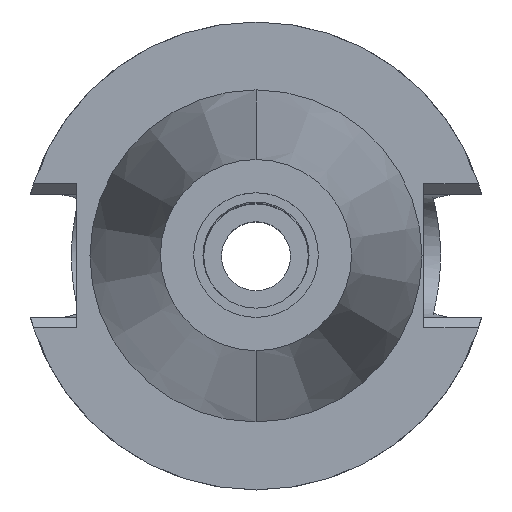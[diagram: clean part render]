
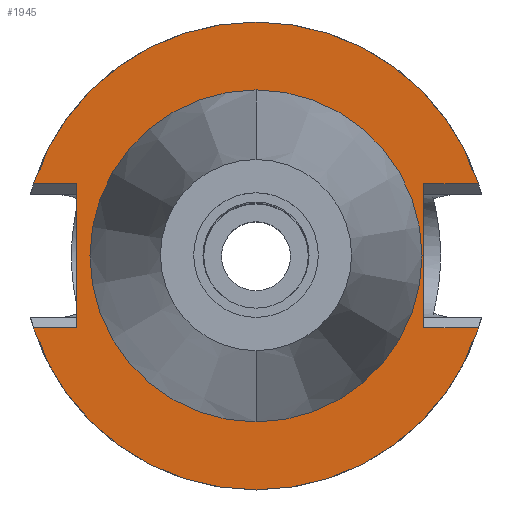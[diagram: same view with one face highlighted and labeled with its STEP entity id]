
A CAD part, top view. The second image highlights one B-rep face of the part: STEP entity #1945.
In plain terms, the highlighted planar face has unit normal (0, 0, 1).
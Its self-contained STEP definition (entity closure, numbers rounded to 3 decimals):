
#94=DIRECTION('',(0.,-1.,0.));
#95=VECTOR('',#94,30.31);
#96=CARTESIAN_POINT('',(35.27,15.155,-1.5));
#97=LINE('',#96,#95);
#101=DIRECTION('',(1.,0.,0.));
#102=VECTOR('',#101,11.551);
#103=CARTESIAN_POINT('',(35.27,-15.155,-1.5));
#104=LINE('',#103,#102);
#108=CARTESIAN_POINT('',(0.,0.,-1.5));
#109=DIRECTION('',(0.,0.,-1.));
#110=DIRECTION('',(0.951,-0.308,0.));
#111=AXIS2_PLACEMENT_3D('',#108,#109,#110);
#116=CARTESIAN_POINT('',(0.,0.,-1.5));
#117=DIRECTION('',(0.,0.,-1.));
#118=DIRECTION('',(0.,-1.,0.));
#119=AXIS2_PLACEMENT_3D('',#116,#117,#118);
#124=DIRECTION('',(0.,1.,0.));
#125=VECTOR('',#124,30.31);
#126=CARTESIAN_POINT('',(-37.68,-15.155,-1.5));
#127=LINE('',#126,#125);
#131=DIRECTION('',(-1.,0.,0.));
#132=VECTOR('',#131,9.141);
#133=CARTESIAN_POINT('',(-37.68,15.155,-1.5));
#134=LINE('',#133,#132);
#138=CARTESIAN_POINT('',(0.,0.,-1.5));
#139=DIRECTION('',(0.,0.,-1.));
#140=DIRECTION('',(-0.951,0.308,0.));
#141=AXIS2_PLACEMENT_3D('',#138,#139,#140);
#146=CARTESIAN_POINT('',(0.,0.,-1.5));
#147=DIRECTION('',(0.,0.,-1.));
#148=DIRECTION('',(0.,1.,0.));
#149=AXIS2_PLACEMENT_3D('',#146,#147,#148);
#154=CARTESIAN_POINT('',(0.,0.,-1.5));
#155=DIRECTION('',(0.,0.,1.));
#156=DIRECTION('',(0.,-1.,0.));
#157=AXIS2_PLACEMENT_3D('',#154,#155,#156);
#162=CARTESIAN_POINT('',(0.,0.,-1.5));
#163=DIRECTION('',(0.,0.,1.));
#164=DIRECTION('',(0.,1.,0.));
#165=AXIS2_PLACEMENT_3D('',#162,#163,#164);
#221=DIRECTION('',(1.,0.,0.));
#222=VECTOR('',#221,11.551);
#223=CARTESIAN_POINT('',(35.27,15.155,-1.5));
#224=LINE('',#223,#222);
#487=DIRECTION('',(-1.,0.,0.));
#488=VECTOR('',#487,9.141);
#489=CARTESIAN_POINT('',(-37.68,-15.155,-1.5));
#490=LINE('',#489,#488);
#1683=CARTESIAN_POINT('',(-37.68,-15.155,-1.5));
#1684=CARTESIAN_POINT('',(-37.68,15.155,-1.5));
#1685=VERTEX_POINT('',#1683);
#1686=VERTEX_POINT('',#1684);
#1702=CARTESIAN_POINT('',(35.27,15.155,-1.5));
#1703=CARTESIAN_POINT('',(35.27,-15.155,-1.5));
#1704=VERTEX_POINT('',#1702);
#1705=VERTEX_POINT('',#1703);
#1706=CARTESIAN_POINT('',(46.821,-15.155,-1.5));
#1707=VERTEX_POINT('',#1706);
#1708=CARTESIAN_POINT('',(0.,-49.213,-1.5));
#1709=CARTESIAN_POINT('',(-46.821,-15.155,-1.5));
#1710=VERTEX_POINT('',#1708);
#1711=VERTEX_POINT('',#1709);
#1712=CARTESIAN_POINT('',(-46.821,15.155,-1.5));
#1713=VERTEX_POINT('',#1712);
#1714=CARTESIAN_POINT('',(0.,49.213,-1.5));
#1715=CARTESIAN_POINT('',(46.821,15.155,-1.5));
#1716=VERTEX_POINT('',#1714);
#1717=VERTEX_POINT('',#1715);
#1718=CARTESIAN_POINT('',(0.,-34.925,-1.5));
#1719=CARTESIAN_POINT('',(0.,34.925,-1.5));
#1720=VERTEX_POINT('',#1718);
#1721=VERTEX_POINT('',#1719);
#1914=CARTESIAN_POINT('',(0.,0.,-1.5));
#1915=DIRECTION('',(0.,0.,-1.));
#1916=DIRECTION('',(0.,-1.,0.));
#1917=AXIS2_PLACEMENT_3D('',#1914,#1915,#1916);
#1918=PLANE('',#1917);
#1920=ORIENTED_EDGE('',*,*,#1919,.T.);
#1922=ORIENTED_EDGE('',*,*,#1921,.T.);
#1924=ORIENTED_EDGE('',*,*,#1923,.T.);
#1926=ORIENTED_EDGE('',*,*,#1925,.T.);
#1928=ORIENTED_EDGE('',*,*,#1927,.F.);
#1930=ORIENTED_EDGE('',*,*,#1929,.T.);
#1932=ORIENTED_EDGE('',*,*,#1931,.T.);
#1934=ORIENTED_EDGE('',*,*,#1933,.T.);
#1936=ORIENTED_EDGE('',*,*,#1935,.T.);
#1938=ORIENTED_EDGE('',*,*,#1937,.F.);
#1939=EDGE_LOOP('',(#1920,#1922,#1924,#1926,#1928,#1930,#1932,#1934,#1936,
#1938));
#1940=FACE_OUTER_BOUND('',#1939,.F.);
#1941=ORIENTED_EDGE('',*,*,#1893,.T.);
#1942=ORIENTED_EDGE('',*,*,#1909,.T.);
#1943=EDGE_LOOP('',(#1941,#1942));
#1944=FACE_BOUND('',#1943,.F.);
#112=CIRCLE('',#111,49.213);
#120=CIRCLE('',#119,49.213);
#142=CIRCLE('',#141,49.213);
#150=CIRCLE('',#149,49.213);
#158=CIRCLE('',#157,34.925);
#166=CIRCLE('',#165,34.925);
#1893=EDGE_CURVE('',#1720,#1721,#158,.T.);
#1909=EDGE_CURVE('',#1721,#1720,#166,.T.);
#1919=EDGE_CURVE('',#1704,#1705,#97,.T.);
#1921=EDGE_CURVE('',#1705,#1707,#104,.T.);
#1923=EDGE_CURVE('',#1707,#1710,#112,.T.);
#1925=EDGE_CURVE('',#1710,#1711,#120,.T.);
#1927=EDGE_CURVE('',#1685,#1711,#490,.T.);
#1929=EDGE_CURVE('',#1685,#1686,#127,.T.);
#1931=EDGE_CURVE('',#1686,#1713,#134,.T.);
#1933=EDGE_CURVE('',#1713,#1716,#142,.T.);
#1935=EDGE_CURVE('',#1716,#1717,#150,.T.);
#1937=EDGE_CURVE('',#1704,#1717,#224,.T.);
#1945=ADVANCED_FACE('',(#1940,#1944),#1918,.F.);
